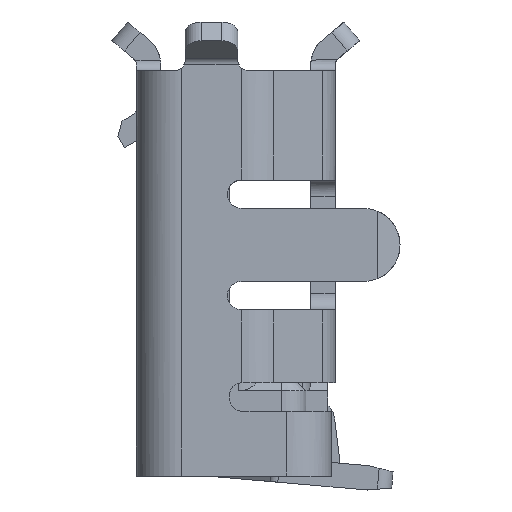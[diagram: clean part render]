
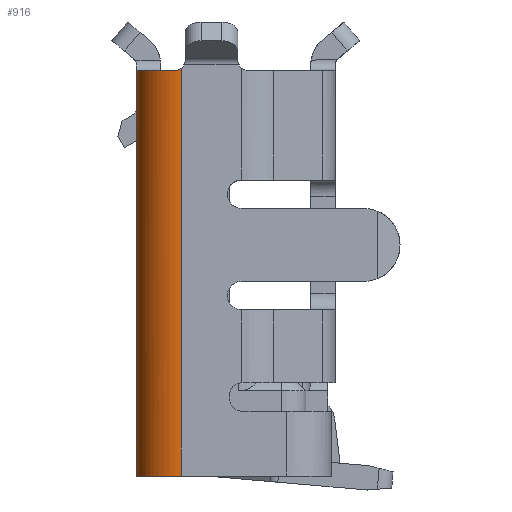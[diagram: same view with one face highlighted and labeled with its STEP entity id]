
A CAD part, left-side view. The second image highlights one B-rep face of the part: STEP entity #916.
In plain terms, the highlighted cylindrical face has radius 0.55 mm (diameter 1.1 mm), a partial arc.
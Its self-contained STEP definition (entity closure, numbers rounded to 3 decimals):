
#916=ADVANCED_FACE('NONE',(#2405),#2406,.T.);
#2405=FACE_OUTER_BOUND('',#4216,.T.);
#2406=CYLINDRICAL_SURFACE('',#4217,0.55);
#4216=EDGE_LOOP('',(#8955,#8956,#8957,#8958,#8959,#8960));
#4217=AXIS2_PLACEMENT_3D('',#8961,#8962,#8963);
#8955=ORIENTED_EDGE('',*,*,#11781,.F.);
#8956=ORIENTED_EDGE('',*,*,#12056,.T.);
#8957=ORIENTED_EDGE('',*,*,#11840,.F.);
#8958=ORIENTED_EDGE('',*,*,#12184,.F.);
#8959=ORIENTED_EDGE('',*,*,#11715,.F.);
#8960=ORIENTED_EDGE('',*,*,#11779,.F.);
#8961=CARTESIAN_POINT('',(-3.2,0.675,-1.5));
#8962=DIRECTION('',(0.,0.,-1.0));
#8963=DIRECTION('',(0.,1.0,0.));
#11715=EDGE_CURVE('NONE',#14194,#14196,#14197,.T.);
#11779=EDGE_CURVE('NONE',#14300,#14194,#14302,.T.);
#11781=EDGE_CURVE('NONE',#14304,#14300,#14306,.T.);
#11840=EDGE_CURVE('NONE',#14414,#14416,#14417,.T.);
#12056=EDGE_CURVE('NONE',#14304,#14416,#14769,.T.);
#12184=EDGE_CURVE('NONE',#14196,#14414,#14985,.T.);
#14194=VERTEX_POINT('NONE',#18955);
#14196=VERTEX_POINT('NONE',#18958);
#14197=B_SPLINE_CURVE_WITH_KNOTS('',3,(#18959,#18960,#18961,#18962),.UNSPECIFIED.,.F.,.F.,(4,4),(0.0,1.0),.UNSPECIFIED.);
#14300=VERTEX_POINT('NONE',#19178);
#14302=B_SPLINE_CURVE_WITH_KNOTS('',3,(#19181,#19182,#19183,#19184,#19185,#19186,#19187,#19188,#19189,#19190,#19191,#19192),.UNSPECIFIED.,.F.,.F.,(4,2,2,2,2,4),(0.0,0.25,0.375,0.5,0.75,1.0),.UNSPECIFIED.);
#14304=VERTEX_POINT('NONE',#19194);
#14306=B_SPLINE_CURVE_WITH_KNOTS('',3,(#19199,#19200,#19201,#19202),.UNSPECIFIED.,.F.,.F.,(4,4),(0.0,1.0),.UNSPECIFIED.);
#14414=VERTEX_POINT('NONE',#19356);
#14416=VERTEX_POINT('NONE',#19359);
#14417=B_SPLINE_CURVE_WITH_KNOTS('',3,(#19360,#19361,#19362,#19363,#19364,#19365,#19366,#19367,#19368,#19369,#19370,#19371,#19372,#19373,#19374,#19375),.UNSPECIFIED.,.F.,.F.,(4,2,2,2,2,2,2,4),(0.0,0.125,0.25,0.375,0.5,0.625,0.75,1.0),.UNSPECIFIED.);
#14769=LINE('',#20086,#20087);
#14985=LINE('',#20629,#20630);
#18955=CARTESIAN_POINT('',(-3.744,0.755,3.5));
#18958=CARTESIAN_POINT('',(-3.75,0.675,3.528));
#18959=CARTESIAN_POINT('',(-3.744,0.755,3.5));
#18960=CARTESIAN_POINT('',(-3.748,0.728,3.5));
#18961=CARTESIAN_POINT('',(-3.75,0.699,3.508));
#18962=CARTESIAN_POINT('',(-3.75,0.675,3.528));
#19178=CARTESIAN_POINT('',(-3.23,1.224,3.5));
#19181=CARTESIAN_POINT('',(-3.23,1.224,3.5));
#19182=CARTESIAN_POINT('',(-3.293,1.221,3.5));
#19183=CARTESIAN_POINT('',(-3.355,1.206,3.5));
#19184=CARTESIAN_POINT('',(-3.441,1.17,3.5));
#19185=CARTESIAN_POINT('',(-3.469,1.156,3.5));
#19186=CARTESIAN_POINT('',(-3.522,1.122,3.5));
#19187=CARTESIAN_POINT('',(-3.548,1.102,3.5));
#19188=CARTESIAN_POINT('',(-3.617,1.04,3.5));
#19189=CARTESIAN_POINT('',(-3.656,0.988,3.5));
#19190=CARTESIAN_POINT('',(-3.715,0.878,3.5));
#19191=CARTESIAN_POINT('',(-3.735,0.818,3.5));
#19192=CARTESIAN_POINT('',(-3.744,0.755,3.5));
#19194=CARTESIAN_POINT('',(-3.2,1.225,3.502));
#19199=CARTESIAN_POINT('',(-3.2,1.225,3.502));
#19200=CARTESIAN_POINT('',(-3.21,1.225,3.501));
#19201=CARTESIAN_POINT('',(-3.22,1.225,3.5));
#19202=CARTESIAN_POINT('',(-3.23,1.224,3.5));
#19356=CARTESIAN_POINT('',(-3.75,0.675,-1.5));
#19359=CARTESIAN_POINT('',(-3.2,1.225,-1.5));
#19360=CARTESIAN_POINT('',(-3.75,0.675,-1.5));
#19361=CARTESIAN_POINT('',(-3.75,0.711,-1.5));
#19362=CARTESIAN_POINT('',(-3.747,0.747,-1.5));
#19363=CARTESIAN_POINT('',(-3.733,0.817,-1.5));
#19364=CARTESIAN_POINT('',(-3.722,0.852,-1.5));
#19365=CARTESIAN_POINT('',(-3.695,0.918,-1.5));
#19366=CARTESIAN_POINT('',(-3.678,0.95,-1.5));
#19367=CARTESIAN_POINT('',(-3.638,1.009,-1.5));
#19368=CARTESIAN_POINT('',(-3.614,1.039,-1.5));
#19369=CARTESIAN_POINT('',(-3.564,1.089,-1.5));
#19370=CARTESIAN_POINT('',(-3.536,1.112,-1.5));
#19371=CARTESIAN_POINT('',(-3.477,1.152,-1.5));
#19372=CARTESIAN_POINT('',(-3.444,1.169,-1.5));
#19373=CARTESIAN_POINT('',(-3.344,1.211,-1.5));
#19374=CARTESIAN_POINT('',(-3.274,1.225,-1.5));
#19375=CARTESIAN_POINT('',(-3.2,1.225,-1.5));
#20086=CARTESIAN_POINT('',(-3.2,1.225,1.035));
#20087=VECTOR('',#23025,1000.0);
#20629=CARTESIAN_POINT('',(-3.75,0.675,1.014));
#20630=VECTOR('',#23093,1000.0);
#23025=DIRECTION('',(0.,0.,-1.0));
#23093=DIRECTION('',(0.,0.,-1.0));
